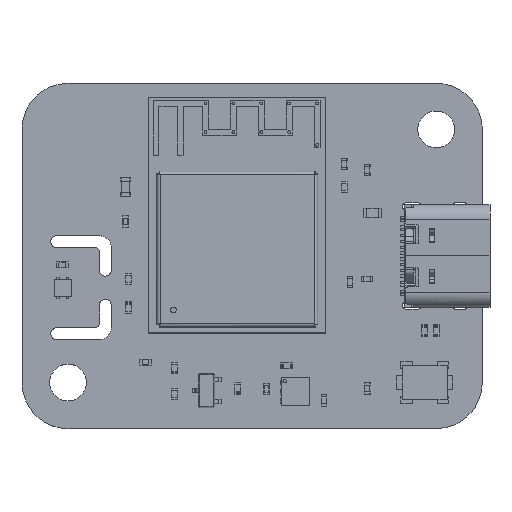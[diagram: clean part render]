
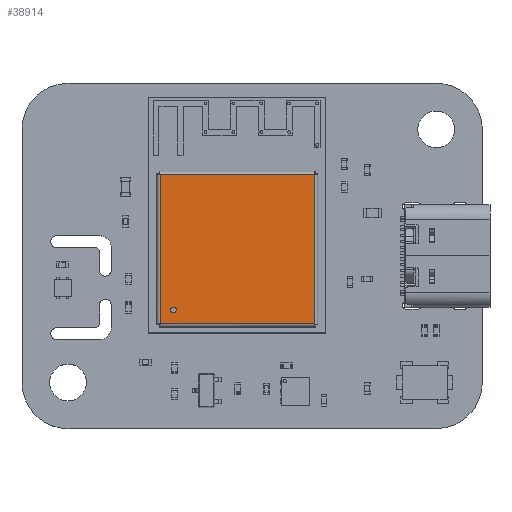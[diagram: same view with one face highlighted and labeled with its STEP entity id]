
A CAD part, top view. The second image highlights one B-rep face of the part: STEP entity #38914.
In plain terms, the highlighted face is planar.
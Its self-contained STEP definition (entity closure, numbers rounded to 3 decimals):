
#38839 = VERTEX_POINT('',#38840);
#38840 = CARTESIAN_POINT('',(-5.55,2.55,5.975));
#38846 = EDGE_CURVE('',#38847,#38839,#38849,.T.);
#38847 = VERTEX_POINT('',#38848);
#38848 = CARTESIAN_POINT('',(-5.55,2.55,5.475));
#38849 = CIRCLE('',#38850,0.25);
#38850 = AXIS2_PLACEMENT_3D('',#38851,#38852,#38853);
#38851 = CARTESIAN_POINT('',(-5.55,2.55,5.725));
#38852 = DIRECTION('',(0.,1.,0.));
#38853 = DIRECTION('',(0.,-0.,1.));
#38914 = ADVANCED_FACE('',(#38915,#38925),#38959,.T.);
#38915 = FACE_BOUND('',#38916,.T.);
#38916 = EDGE_LOOP('',(#38917,#38924));
#38917 = ORIENTED_EDGE('',*,*,#38918,.F.);
#38918 = EDGE_CURVE('',#38839,#38847,#38919,.T.);
#38919 = CIRCLE('',#38920,0.25);
#38920 = AXIS2_PLACEMENT_3D('',#38921,#38922,#38923);
#38921 = CARTESIAN_POINT('',(-5.55,2.55,5.725));
#38922 = DIRECTION('',(0.,1.,0.));
#38923 = DIRECTION('',(0.,-0.,1.));
#38924 = ORIENTED_EDGE('',*,*,#38846,.F.);
#38925 = FACE_BOUND('',#38926,.T.);
#38926 = EDGE_LOOP('',(#38927,#38937,#38945,#38953));
#38927 = ORIENTED_EDGE('',*,*,#38928,.T.);
#38928 = EDGE_CURVE('',#38929,#38931,#38933,.T.);
#38929 = VERTEX_POINT('',#38930);
#38930 = CARTESIAN_POINT('',(6.7,2.55,6.925));
#38931 = VERTEX_POINT('',#38932);
#38932 = CARTESIAN_POINT('',(6.7,2.55,-6.025));
#38933 = LINE('',#38934,#38935);
#38934 = CARTESIAN_POINT('',(6.7,2.55,7.018));
#38935 = VECTOR('',#38936,1.);
#38936 = DIRECTION('',(-0.,-0.,-1.));
#38937 = ORIENTED_EDGE('',*,*,#38938,.T.);
#38938 = EDGE_CURVE('',#38931,#38939,#38941,.T.);
#38939 = VERTEX_POINT('',#38940);
#38940 = CARTESIAN_POINT('',(-6.7,2.55,-6.025));
#38941 = LINE('',#38942,#38943);
#38942 = CARTESIAN_POINT('',(6.793,2.55,-6.025));
#38943 = VECTOR('',#38944,1.);
#38944 = DIRECTION('',(-1.,0.,0.));
#38945 = ORIENTED_EDGE('',*,*,#38946,.T.);
#38946 = EDGE_CURVE('',#38939,#38947,#38949,.T.);
#38947 = VERTEX_POINT('',#38948);
#38948 = CARTESIAN_POINT('',(-6.7,2.55,6.925));
#38949 = LINE('',#38950,#38951);
#38950 = CARTESIAN_POINT('',(-6.7,2.55,-6.118));
#38951 = VECTOR('',#38952,1.);
#38952 = DIRECTION('',(-0.,-0.,1.));
#38953 = ORIENTED_EDGE('',*,*,#38954,.T.);
#38954 = EDGE_CURVE('',#38947,#38929,#38955,.T.);
#38955 = LINE('',#38956,#38957);
#38956 = CARTESIAN_POINT('',(-6.793,2.55,6.925));
#38957 = VECTOR('',#38958,1.);
#38958 = DIRECTION('',(1.,0.,0.));
#38959 = PLANE('',#38960);
#38960 = AXIS2_PLACEMENT_3D('',#38961,#38962,#38963);
#38961 = CARTESIAN_POINT('',(0.,2.55,-2.525));
#38962 = DIRECTION('',(0.,1.,0.));
#38963 = DIRECTION('',(0.,-0.,1.));
